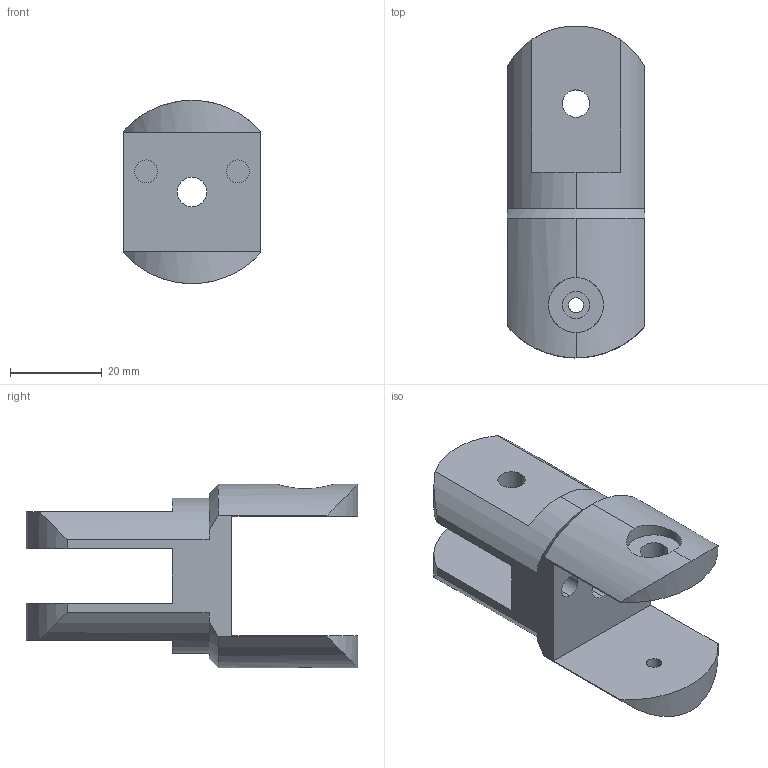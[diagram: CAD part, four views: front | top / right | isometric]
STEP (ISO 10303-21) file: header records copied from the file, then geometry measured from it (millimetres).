
FILE_DESCRIPTION (( 'STEP AP214' ), '1' );
FILE_NAME ('PER3-USI-0010A-AXE PIVOT 2.STEP', '2021-07-29T07:09:45', ( '' ), ( '' ), 'SwSTEP 2.0', 'SolidWorks 2021', '' );
FILE_SCHEMA (( 'AUTOMOTIVE_DESIGN' ));
Length unit declared in the file: millimetre
Products named in the file (1): PER3-USI-0010A-AXE PIVOT 2
Bounding box: 30 x 72.44 x 40 mm (x, y, z)
Volume: 30414.4 mm3; surface area: 11875.5 mm2
Topology: 1 solids, 1 shells, 49 faces, 132 edges, 88 vertices
Faces by surface type: cylinder 28, plane 18, cone 3
Entity records: 1765 total; most frequent: CARTESIAN_POINT 443, DIRECTION 266, ORIENTED_EDGE 264, EDGE_CURVE 132, AXIS2_PLACEMENT_3D 101, VERTEX_POINT 88, VECTOR 64, LINE 64
